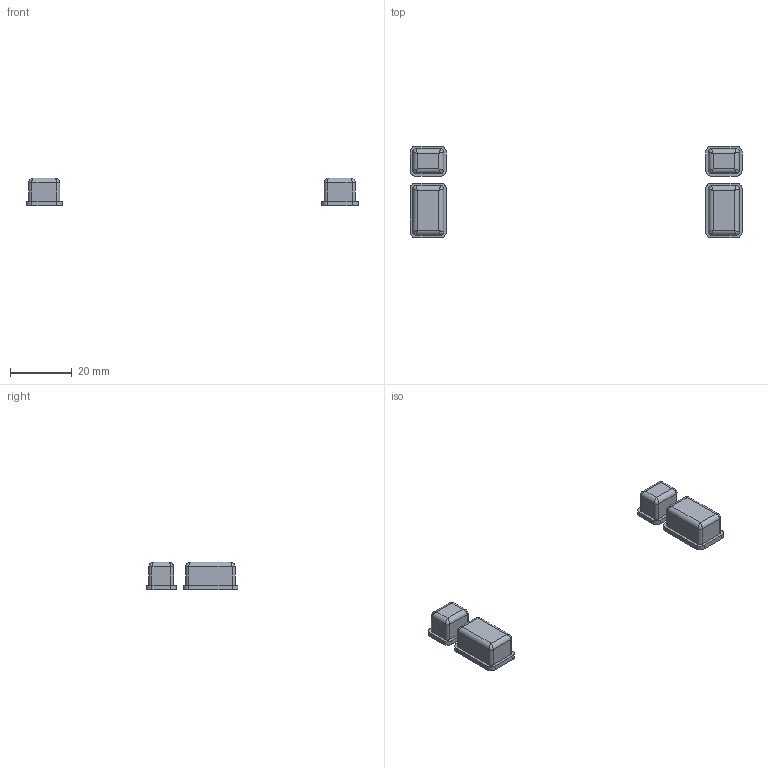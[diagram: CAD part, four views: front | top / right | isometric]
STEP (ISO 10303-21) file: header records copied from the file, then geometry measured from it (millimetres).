
FILE_DESCRIPTION(/* description */ (''),/* implementation_level */ '2;1');
FILE_NAME(/* name */ 'buttons.step',/* time_stamp */ '2024-10-27T00:44:39+02:00',/* author */ (''),/* organization */ (''),/* preprocessor_version */ 'ST-DEVELOPER v20',/* originating_system */ 'Autodesk Translation Framework v13.20.0.188',/* authorisation */ '');
FILE_SCHEMA (('AUTOMOTIVE_DESIGN { 1 0 10303 214 3 1 1 }'));
Length unit declared in the file: millimetre
Products named in the file (1): portable vpin
Bounding box: 107.8 x 29.8 x 9 mm (x, y, z)
Volume: 4454.5 mm3; surface area: 2720.3 mm2
Topology: 4 solids, 4 shells, 108 faces, 256 edges, 144 vertices
Faces by surface type: cylinder 48, plane 44, bspline 16
Entity records: 3416 total; most frequent: CARTESIAN_POINT 957, DIRECTION 522, ORIENTED_EDGE 480, EDGE_CURVE 240, AXIS2_PLACEMENT_3D 189, LINE 144, VECTOR 144, VERTEX_POINT 144
